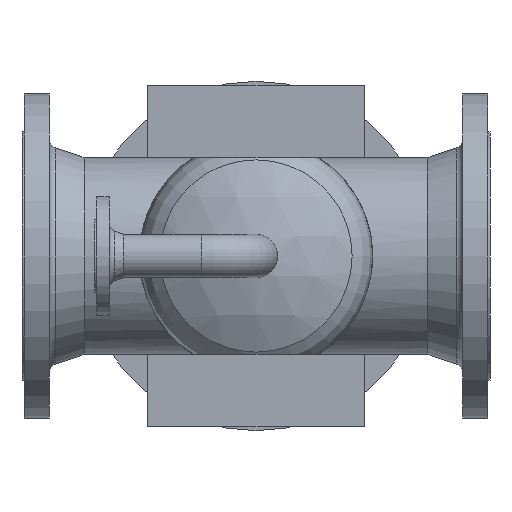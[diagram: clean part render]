
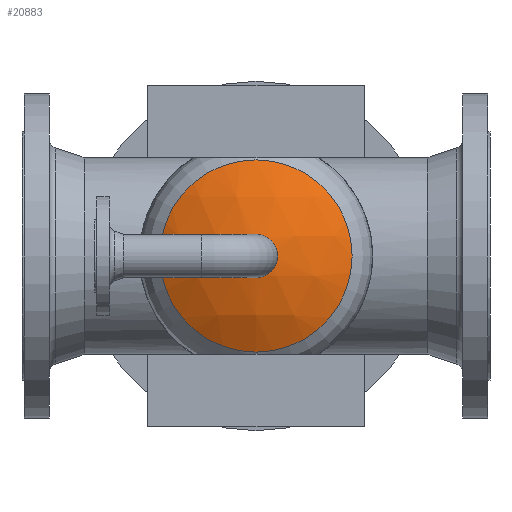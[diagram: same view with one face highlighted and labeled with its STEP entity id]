
A CAD part, front view. The second image highlights one B-rep face of the part: STEP entity #20883.
In plain terms, the highlighted spherical face has radius 266.22 mm.
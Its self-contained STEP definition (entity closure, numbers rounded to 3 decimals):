
#334=SPHERICAL_SURFACE('',#22073,266.22);
#341=FACE_BOUND('',#2319,.T.);
#1215=FACE_OUTER_BOUND('',#2318,.T.);
#2318=EDGE_LOOP('',(#13916,#13917));
#2319=EDGE_LOOP('',(#13918));
#3536=CIRCLE('',#22066,30.15);
#3537=CIRCLE('',#22068,133.555);
#3538=CIRCLE('',#22069,133.555);
#8759=VERTEX_POINT('',#27438);
#8760=VERTEX_POINT('',#27442);
#8761=VERTEX_POINT('',#27443);
#10809=EDGE_CURVE('',#8759,#8759,#3536,.T.);
#10810=EDGE_CURVE('',#8760,#8761,#3537,.T.);
#10811=EDGE_CURVE('',#8761,#8760,#3538,.T.);
#13916=ORIENTED_EDGE('',*,*,#10810,.T.);
#13917=ORIENTED_EDGE('',*,*,#10811,.T.);
#13918=ORIENTED_EDGE('',*,*,#10809,.F.);
#20883=ADVANCED_FACE('',(#1215,#341),#334,.T.);
#22066=AXIS2_PLACEMENT_3D('',#27440,#23149,#23150);
#22068=AXIS2_PLACEMENT_3D('',#27444,#23153,#23154);
#22069=AXIS2_PLACEMENT_3D('',#27445,#23155,#23156);
#22073=AXIS2_PLACEMENT_3D('',#27451,#23163,#23164);
#23149=DIRECTION('center_axis',(0.,-1.,0.));
#23150=DIRECTION('ref_axis',(-1.,0.,0.));
#23153=DIRECTION('center_axis',(0.,-1.,0.));
#23154=DIRECTION('ref_axis',(1.,0.,0.));
#23155=DIRECTION('center_axis',(0.,-1.,0.));
#23156=DIRECTION('ref_axis',(1.,0.,0.));
#23163=DIRECTION('center_axis',(0.,0.,1.));
#23164=DIRECTION('ref_axis',(-1.,0.,0.));
#27438=CARTESIAN_POINT('',(-69.85,159.713,155.371));
#27440=CARTESIAN_POINT('Origin',(-100.,159.713,155.371));
#27442=CARTESIAN_POINT('',(33.555,193.924,155.371));
#27443=CARTESIAN_POINT('',(-100.,193.924,21.816));
#27444=CARTESIAN_POINT('Origin',(-100.,193.924,155.371));
#27445=CARTESIAN_POINT('Origin',(-100.,193.924,155.371));
#27451=CARTESIAN_POINT('Origin',(-100.,424.22,155.371));
